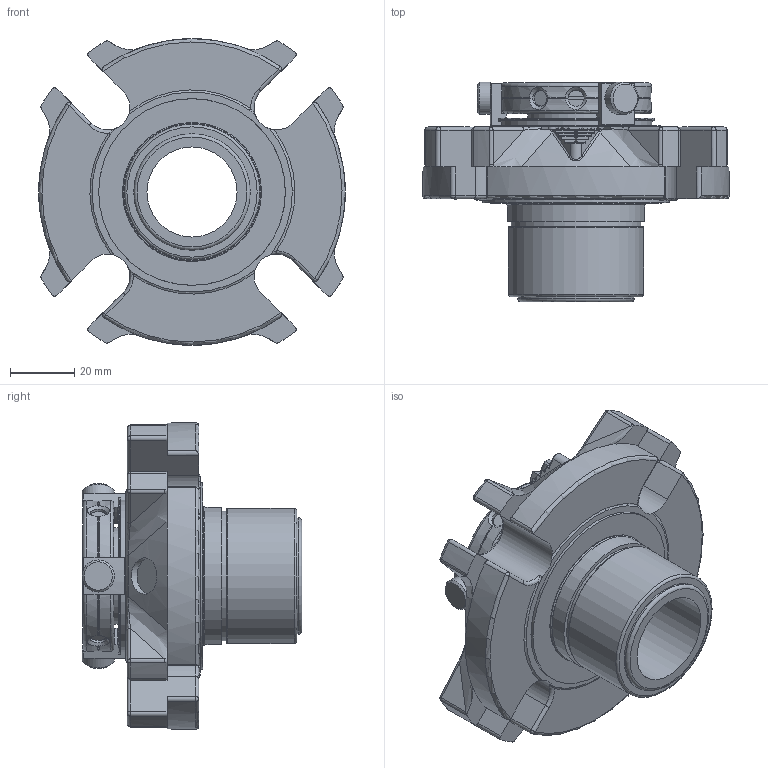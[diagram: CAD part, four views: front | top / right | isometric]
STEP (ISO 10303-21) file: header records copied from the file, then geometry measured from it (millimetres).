
FILE_DESCRIPTION(/* description */ ('Unknown'),/* implementation_level */ '2;1');
FILE_NAME(/* name */ '28mm',/* time_stamp */ '2023-02-20T16:33:33+00:00',/* author */ ('Unknown'),/* organization */ ('Unknown'),/* preprocessor_version */ 'ST-DEVELOPER v16.7',/* originating_system */ 'Solid Edge',/* authorisation */ 'Unknown');
FILE_SCHEMA (('AUTOMOTIVE_DESIGN {1 0 10303 214 3 1 1}'));
Length unit declared in the file: millimetre
Products named in the file (1): 28mm
Bounding box: 95.25 x 68.2 x 95.25 mm (x, y, z)
Volume: 160896 mm3; surface area: 38056.8 mm2
Topology: 1 solids, 1 shells, 490 faces, 1269 edges, 789 vertices
Faces by surface type: cylinder 174, plane 150, torus 64, cone 41, bspline 37, sphere 24
Full cylindrical faces by diameter (mm): 2.452 x1, 5 x5, 6 x3, 10 x3, 11.252 x3, 27.991 x1, 29.972 x1, 36.17 x1, 40.157 x1, 41.961 x1, 42.596 x1, 43.18 x1, 46.965 x3, 48.489 x1, 58 x1
Entity records: 18397 total; most frequent: CARTESIAN_POINT 3740, DIRECTION 2346, ORIENTED_EDGE 2314, EDGE_CURVE 1157, AXIS2_PLACEMENT_3D 954, VERTEX_POINT 744, EDGE_LOOP 573, FACE_BOUND 573
